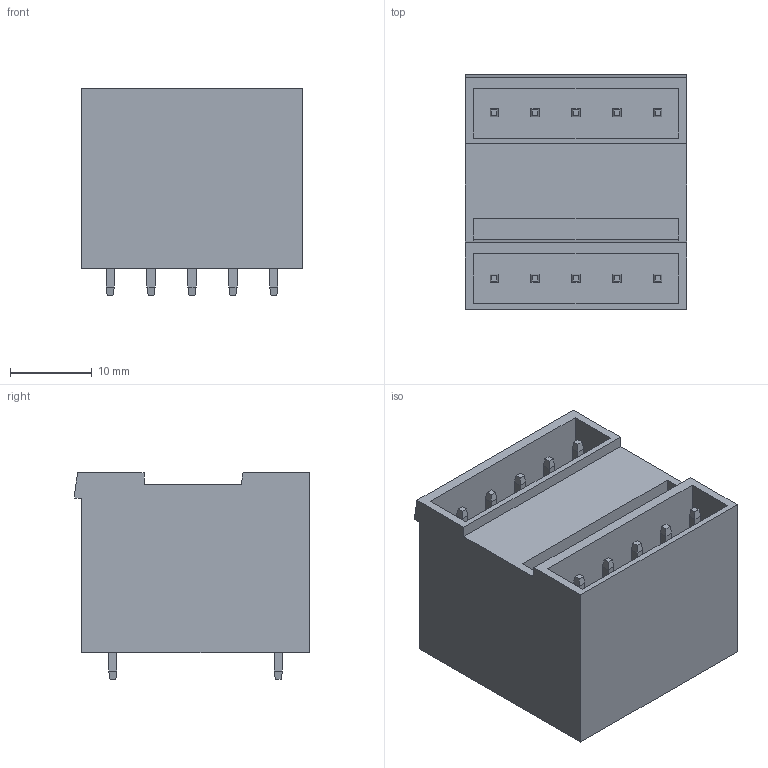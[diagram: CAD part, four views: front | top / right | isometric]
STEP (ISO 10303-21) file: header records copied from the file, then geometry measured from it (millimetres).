
FILE_DESCRIPTION(('CATIA V5 STEP Exchange','CAx-IF Rec.Pracs.--- Model Styling and Organization---1.2---2011-12-15'),'2;1');
FILE_NAME ('D1453498_0_1614840000_1614840000.stp','2018-11-03T04:33:27+00:00',('none'),('Weidmueller'),'CATIA Version 5-6 Release 2014','CATIA V5 STEP AP214','none');
FILE_SCHEMA(('AUTOMOTIVE_DESIGN { 1 0 10303 214 1 1 1 1 }'));
Length unit declared in the file: millimetre
Products named in the file (1): 1614840000
Bounding box: 27 x 28.68 x 25.2 mm (x, y, z)
Volume: 8426.6 mm3; surface area: 8431.9 mm2
Topology: 11 solids, 11 shells, 214 faces, 490 edges, 300 vertices
Faces by surface type: plane 214
Entity records: 5228 total; most frequent: ORIENTED_EDGE 980, CARTESIAN_POINT 976, DIRECTION 620, EDGE_CURVE 490, VECTOR 410, LINE 410, VERTEX_POINT 300, EDGE_LOOP 236
